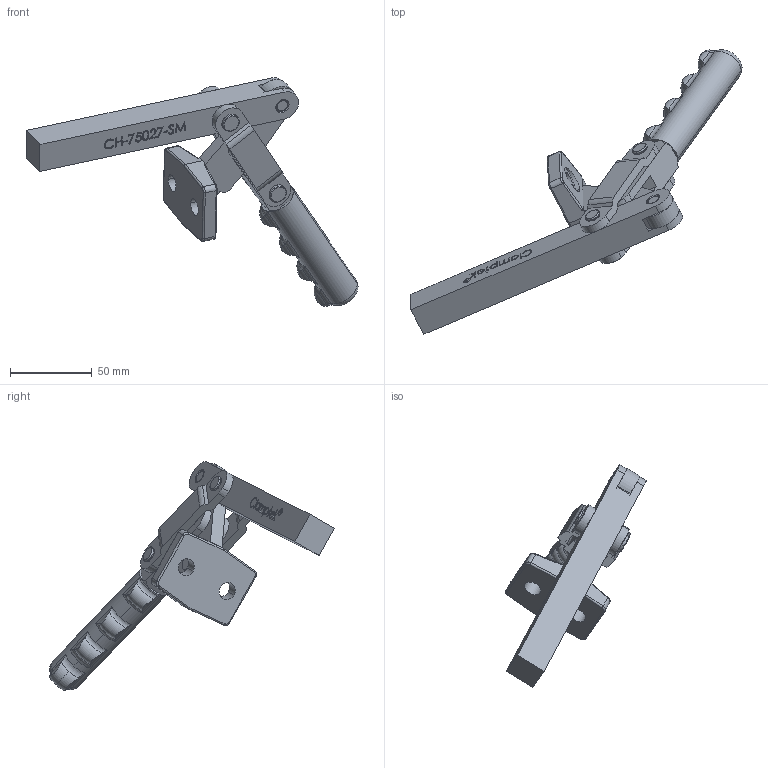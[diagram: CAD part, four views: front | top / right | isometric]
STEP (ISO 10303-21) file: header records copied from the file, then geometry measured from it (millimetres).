
FILE_DESCRIPTION (( 'STEP AP203' ), '1' );
FILE_NAME ('CH-75027-SM.STEP', '2017-12-09T06:11:51', ( 'Windows' ), ( 'Microsoft' ), 'SwSTEP 2.0', 'SolidWorks 2015', '' );
FILE_SCHEMA (( 'CONFIG_CONTROL_DESIGN' ));
Length unit declared in the file: millimetre
Products named in the file (8): SM菁釱; CH-75027-SM; 揤參; 忒參; 蟀裝; 种; 妗穩隊; 忒參杶
Assembly tree (10 placements, depth 2):
  CH-75027-SM
    揤參
    忒參
    蟀裝  x2
    种  x2
    妗穩隊  x2
    忒參杶
    SM菁釱
Bounding box: 202.9 x 174.01 x 139.78 mm (x, y, z)
Volume: 166804.3 mm3; surface area: 64071.5 mm2
Topology: 10 solids, 10 shells, 1527 faces, 4336 edges, 2861 vertices
Faces by surface type: plane 953, cylinder 367, bspline 101, torus 71, cone 35
Entity records: 39441 total; most frequent: CARTESIAN_POINT 13395, ORIENTED_EDGE 5546, DIRECTION 4906, EDGE_CURVE 2773, VERTEX_POINT 1825, AXIS2_PLACEMENT_3D 1666, LINE 1574, VECTOR 1574
